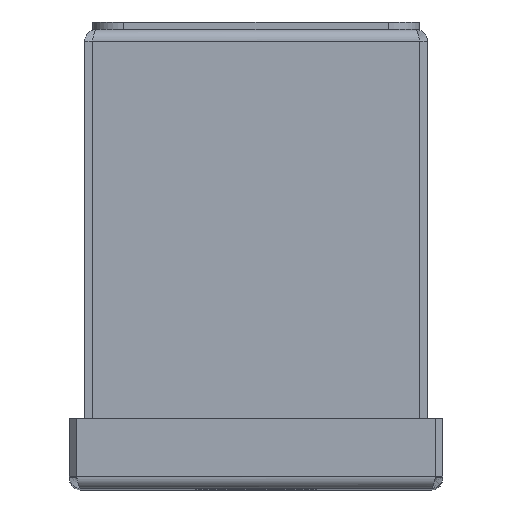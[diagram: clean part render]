
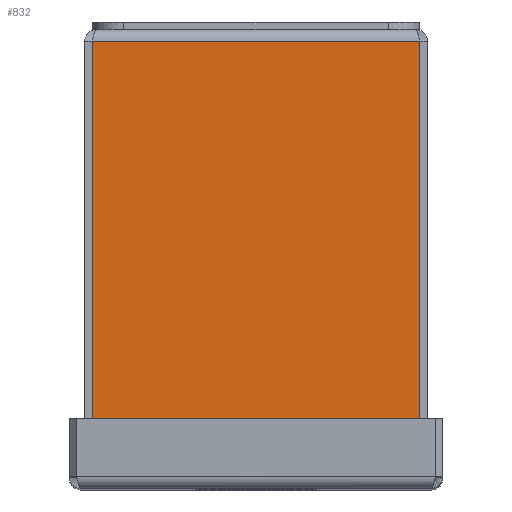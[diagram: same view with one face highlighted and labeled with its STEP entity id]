
A CAD part, top view. The second image highlights one B-rep face of the part: STEP entity #832.
In plain terms, the highlighted planar face has unit normal (0, 0, 1).
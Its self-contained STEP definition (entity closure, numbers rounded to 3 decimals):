
#832 = ADVANCED_FACE( '', ( #1781 ), #1782, .F. );
#1781 = FACE_OUTER_BOUND( '', #3150, .T. );
#1782 = PLANE( '', #3151 );
#3150 = EDGE_LOOP( '', ( #5327, #5328, #5329, #5330 ) );
#3151 = AXIS2_PLACEMENT_3D( '', #5331, #5332, #5333 );
#5327 = ORIENTED_EDGE( '', *, *, #7961, .T. );
#5328 = ORIENTED_EDGE( '', *, *, #7962, .T. );
#5329 = ORIENTED_EDGE( '', *, *, #7780, .F. );
#5330 = ORIENTED_EDGE( '', *, *, #7963, .T. );
#5331 = CARTESIAN_POINT( '', ( 231.623, 0., 88.9 ) );
#5332 = DIRECTION( '', ( 0., 0., -1. ) );
#5333 = DIRECTION( '', ( 0., 1., 0. ) );
#7780 = EDGE_CURVE( '', #9200, #9201, #9202, .T. );
#7961 = EDGE_CURVE( '', #9419, #9461, #9462, .T. );
#7962 = EDGE_CURVE( '', #9461, #9201, #9463, .T. );
#7963 = EDGE_CURVE( '', #9200, #9419, #9464, .T. );
#9200 = VERTEX_POINT( '', #11743 );
#9201 = VERTEX_POINT( '', #11744 );
#9202 = LINE( '', #11745, #11746 );
#9419 = VERTEX_POINT( '', #12201 );
#9461 = VERTEX_POINT( '', #12333 );
#9462 = LINE( '', #12334, #12335 );
#9463 = LINE( '', #12336, #12337 );
#9464 = LINE( '', #12338, #12339 );
#11743 = CARTESIAN_POINT( '', ( 33.398, -2.337, 88.9 ) );
#11744 = CARTESIAN_POINT( '', ( 33.398, -86.563, 88.9 ) );
#11745 = CARTESIAN_POINT( '', ( 33.398, -2.337, 88.9 ) );
#11746 = VECTOR( '', #13964, 1000. );
#12201 = CARTESIAN_POINT( '', ( -33.398, -2.337, 88.9 ) );
#12333 = CARTESIAN_POINT( '', ( -33.398, -86.563, 88.9 ) );
#12334 = CARTESIAN_POINT( '', ( -33.398, -2.337, 88.9 ) );
#12335 = VECTOR( '', #14094, 1000. );
#12336 = CARTESIAN_POINT( '', ( -33.398, -86.563, 88.9 ) );
#12337 = VECTOR( '', #14095, 1000. );
#12338 = CARTESIAN_POINT( '', ( 231.623, -2.337, 88.9 ) );
#12339 = VECTOR( '', #14096, 1000. );
#13964 = DIRECTION( '', ( 0., -1., 0. ) );
#14094 = DIRECTION( '', ( 0., -1., 0. ) );
#14095 = DIRECTION( '', ( 1., 0., 0. ) );
#14096 = DIRECTION( '', ( -1., 0., 0. ) );
